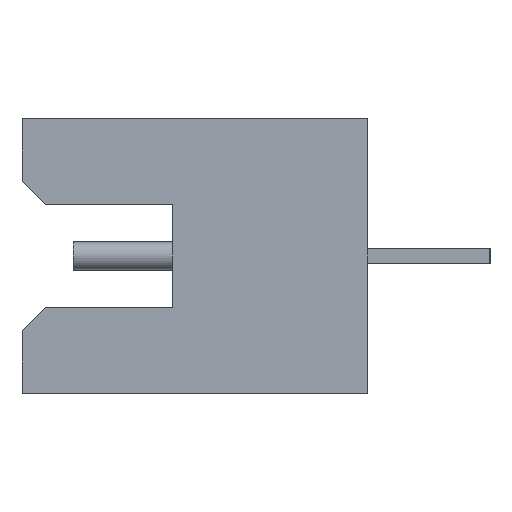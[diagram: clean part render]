
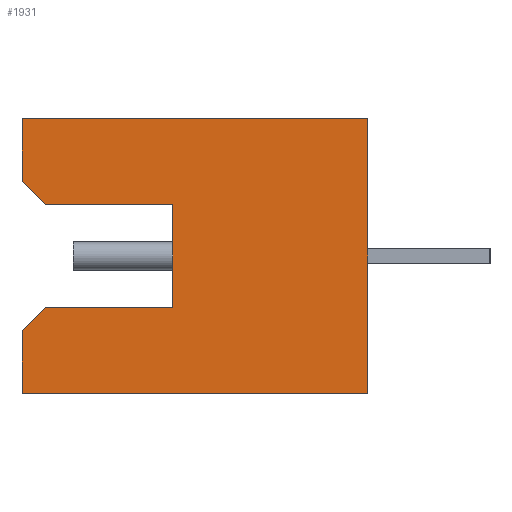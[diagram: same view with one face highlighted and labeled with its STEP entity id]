
A CAD part, left-side view. The second image highlights one B-rep face of the part: STEP entity #1931.
In plain terms, the highlighted planar face has unit normal (-1, 0, 0).
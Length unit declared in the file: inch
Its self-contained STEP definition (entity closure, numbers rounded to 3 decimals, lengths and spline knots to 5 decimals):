
#393=ORIENTED_EDGE('',*,*,#747,.T.);
#394=ORIENTED_EDGE('',*,*,#723,.T.);
#395=ORIENTED_EDGE('',*,*,#748,.F.);
#396=ORIENTED_EDGE('',*,*,#721,.F.);
#397=ORIENTED_EDGE('',*,*,#749,.T.);
#398=ORIENTED_EDGE('',*,*,#734,.F.);
#399=ORIENTED_EDGE('',*,*,#750,.T.);
#400=ORIENTED_EDGE('',*,*,#751,.T.);
#401=ORIENTED_EDGE('',*,*,#752,.F.);
#402=ORIENTED_EDGE('',*,*,#744,.F.);
#721=EDGE_CURVE('',#930,#931,#1127,.T.);
#723=EDGE_CURVE('',#932,#933,#1129,.T.);
#734=EDGE_CURVE('',#943,#944,#1140,.T.);
#744=EDGE_CURVE('',#953,#954,#1150,.T.);
#747=EDGE_CURVE('',#953,#932,#1153,.T.);
#748=EDGE_CURVE('',#931,#933,#1154,.T.);
#749=EDGE_CURVE('',#930,#944,#1155,.T.);
#750=EDGE_CURVE('',#943,#956,#1156,.T.);
#751=EDGE_CURVE('',#956,#957,#1157,.T.);
#752=EDGE_CURVE('',#954,#957,#1158,.T.);
#930=VERTEX_POINT('',#2977);
#931=VERTEX_POINT('',#2979);
#932=VERTEX_POINT('',#2983);
#933=VERTEX_POINT('',#2984);
#943=VERTEX_POINT('',#3005);
#944=VERTEX_POINT('',#3007);
#953=VERTEX_POINT('',#3026);
#954=VERTEX_POINT('',#3028);
#956=VERTEX_POINT('',#3037);
#957=VERTEX_POINT('',#3039);
#1127=LINE('',#2978,#1360);
#1129=LINE('',#2982,#1362);
#1140=LINE('',#3006,#1373);
#1150=LINE('',#3027,#1383);
#1153=LINE('',#3033,#1386);
#1154=LINE('',#3034,#1387);
#1155=LINE('',#3035,#1388);
#1156=LINE('',#3036,#1389);
#1157=LINE('',#3038,#1390);
#1158=LINE('',#3040,#1391);
#1360=VECTOR('',#2459,39.37008);
#1362=VECTOR('',#2463,39.37008);
#1373=VECTOR('',#2476,39.37008);
#1383=VECTOR('',#2488,39.37008);
#1386=VECTOR('',#2493,39.37008);
#1387=VECTOR('',#2494,39.37008);
#1388=VECTOR('',#2495,39.37008);
#1389=VECTOR('',#2496,39.37008);
#1390=VECTOR('',#2497,39.37008);
#1391=VECTOR('',#2498,39.37008);
#1569=EDGE_LOOP('',(#393,#394,#395,#396,#397,#398,#399,#400,#401,#402));
#1713=FACE_BOUND('',#1569,.T.);
#1817=PLANE('',#2092);
#1931=ADVANCED_FACE('',(#1713),#1817,.F.);
#2092=AXIS2_PLACEMENT_3D('',#3032,#2491,#2492);
#2459=DIRECTION('',(0.,-1.,0.));
#2463=DIRECTION('',(0.,-1.,0.));
#2476=DIRECTION('',(0.,0.,1.));
#2488=DIRECTION('',(0.,0.,1.));
#2491=DIRECTION('',(1.,0.,0.));
#2492=DIRECTION('',(0.,0.,-1.));
#2493=DIRECTION('',(0.,-0.707,-0.707));
#2494=DIRECTION('',(0.,0.,1.));
#2495=DIRECTION('',(0.,0.707,-0.707));
#2496=DIRECTION('',(0.,-1.,0.));
#2497=DIRECTION('',(0.,0.,1.));
#2498=DIRECTION('',(0.,-1.,0.));
#2977=CARTESIAN_POINT('',(-0.3125,0.205,-0.0325));
#2978=CARTESIAN_POINT('',(-0.3125,0.316,-0.0325));
#2979=CARTESIAN_POINT('',(-0.3125,0.124,-0.0325));
#2982=CARTESIAN_POINT('',(-0.3125,0.316,0.0325));
#2983=CARTESIAN_POINT('',(-0.3125,0.205,0.0325));
#2984=CARTESIAN_POINT('',(-0.3125,0.124,0.0325));
#3005=CARTESIAN_POINT('',(-0.3125,0.22,-0.0875));
#3006=CARTESIAN_POINT('',(-0.3125,0.22,-0.0875));
#3007=CARTESIAN_POINT('',(-0.3125,0.22,-0.0475));
#3026=CARTESIAN_POINT('',(-0.3125,0.22,0.0475));
#3027=CARTESIAN_POINT('',(-0.3125,0.22,-0.0875));
#3028=CARTESIAN_POINT('',(-0.3125,0.22,0.0875));
#3032=CARTESIAN_POINT('',(-0.3125,0.22,-0.0875));
#3033=CARTESIAN_POINT('',(-0.3125,0.22,0.0475));
#3034=CARTESIAN_POINT('',(-0.3125,0.124,-0.0325));
#3035=CARTESIAN_POINT('',(-0.3125,0.205,-0.0325));
#3036=CARTESIAN_POINT('',(-0.3125,0.22,-0.0875));
#3037=CARTESIAN_POINT('',(-0.3125,0.,-0.0875));
#3038=CARTESIAN_POINT('',(-0.3125,0.,-0.0875));
#3039=CARTESIAN_POINT('',(-0.3125,0.,0.0875));
#3040=CARTESIAN_POINT('',(-0.3125,0.22,0.0875));
